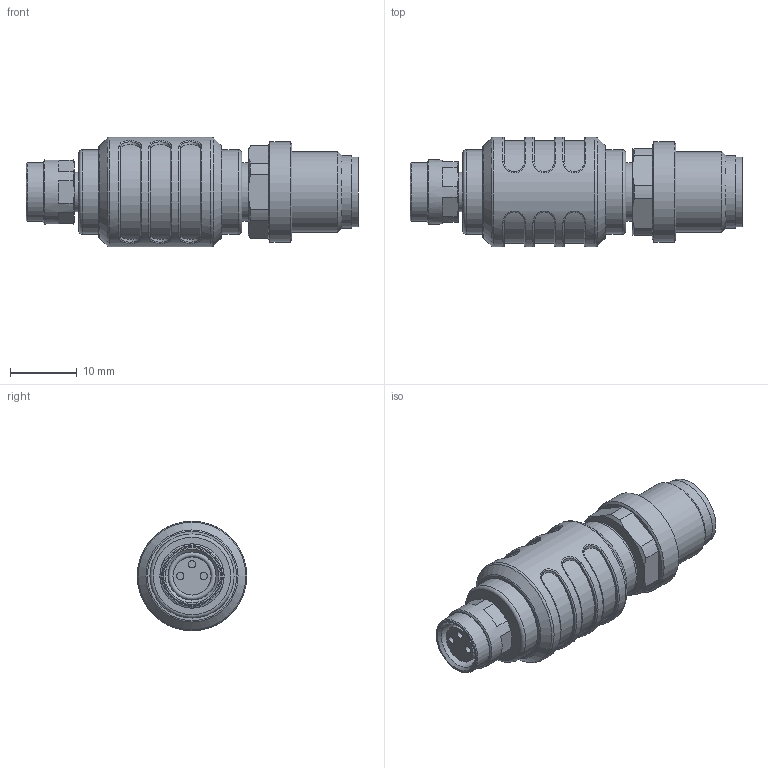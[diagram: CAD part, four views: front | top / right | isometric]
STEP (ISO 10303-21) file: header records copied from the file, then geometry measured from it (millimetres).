
FILE_DESCRIPTION(/* description */ (''),/* implementation_level */ '2;1');
FILE_NAME(/* name */ '5039160_step.stp',/* time_stamp */ '2022-04-29T12:43:33+02:00',/* author */ (''),/* organization */ (''),/* preprocessor_version */ 'ST-DEVELOPER v16',/* originating_system */ 'SIEMENS PLM Software NX 10.0',/* authorisation */ '');
FILE_SCHEMA (('AUTOMOTIVE_DESIGN { 1 0 10303 214 3 1 1 1 }'));
Bounding box: 49.7 x 16.4 x 16.4 mm (x, y, z)
Volume: 6456.6 mm3; surface area: 3319.2 mm2
Topology: 1 solids, 1 shells, 252 faces, 612 edges, 389 vertices
Faces by surface type: plane 91, cylinder 67, torus 28, extrusion 25, cone 20, bspline 18, sphere 3
Full cylindrical faces by diameter (mm): 1 x3, 1.1 x3, 5.7 x1, 5.9 x1, 7.2 x1, 8.3 x1, 8.7 x1, 8.8 x1, 9.6 x1, 10.5 x1, 10.8 x1, 12 x1, 12.6 x2, 15 x1, 16.4 x1
Entity records: 8046 total; most frequent: CRTPNT 2505, ORNEDG 1108, DRCTN 1106, EDGCRV 554, A2PL3D 429, VRTPNT 369, EDGLP 317, ADVFC 252
